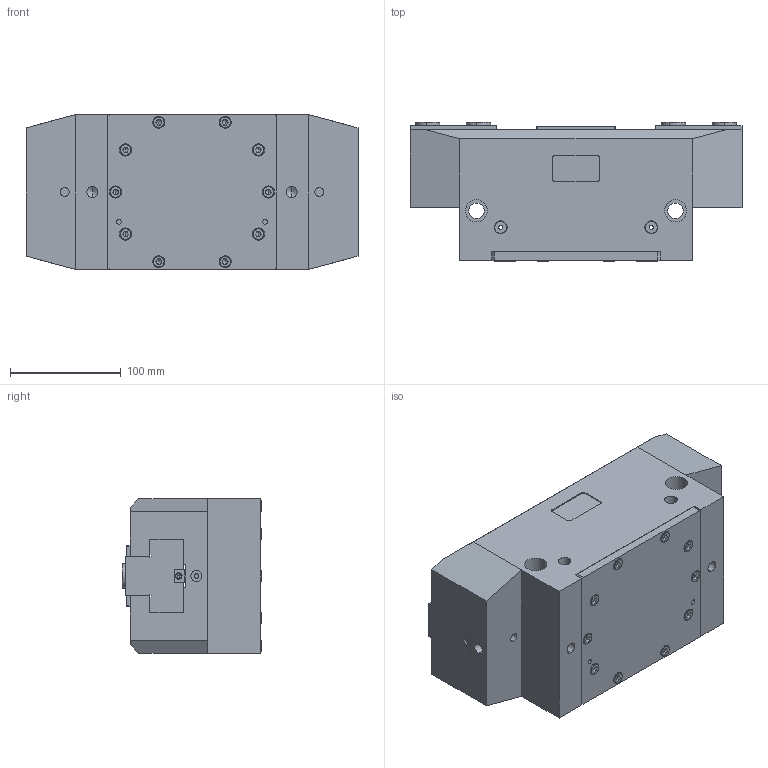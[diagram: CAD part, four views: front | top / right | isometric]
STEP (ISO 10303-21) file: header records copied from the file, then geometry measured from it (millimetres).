
FILE_DESCRIPTION (( 'STEP AP214' ), '1' );
FILE_NAME ('2PG 300.STEP', '2012-02-28T06:55:53', ( 'xw4600' ), ( '' ), 'SwSTEP 2.0', 'SolidWorks 2010', '' );
FILE_SCHEMA (( 'AUTOMOTIVE_DESIGN' ));
Length unit declared in the file: millimetre
Products named in the file (12): 2PG300-04_ル遽; O-RING(S120)_O-ring 122x3.55-B-ISO 3601-1; countersunk head screw_ISO 10642 - M4 x 8 --- 8N; 2PG 300; 2PG300-01_ル遽; 2PG300-06_ル遽; 2PG300-10_ル遽; SPRING(2PG300)_Default; Socket Head Cap Screw(M3x45L)_KS 1003 - M3 x 30 x 18-N; socket head cap screw_KS 1003 - M6 x 20 x 20-N; 2PG300-07_ル遽; 2PG300-11_ル遽
Assembly tree (30 placements, depth 2):
  2PG 300
    2PG300-06_ル遽  x2
    2PG300-11_ル遽
    socket head cap screw_KS 1003 - M6 x 20 x 20-N  x10
    2PG300-10_ル遽  x4
    Socket Head Cap Screw(M3x45L)_KS 1003 - M3 x 30 x 18-N  x2
    2PG300-01_ル遽
    2PG300-07_ル遽
    countersunk head screw_ISO 10642 - M4 x 8 --- 8N  x4
    2PG300-04_ル遽  x2
    SPRING(2PG300)_Default  x2
    O-RING(S120)_O-ring 122x3.55-B-ISO 3601-1
Bounding box: 300 x 126 x 140 mm (x, y, z)
Volume: 3303608.7 mm3; surface area: 422883 mm2
Topology: 30 solids, 30 shells, 944 faces, 2162 edges, 1290 vertices
Faces by surface type: plane 440, cylinder 290, cone 126, torus 84, bspline 4
Entity records: 18504 total; most frequent: CARTESIAN_POINT 6377, DIRECTION 2476, ORIENTED_EDGE 2124, EDGE_CURVE 1062, AXIS2_PLACEMENT_3D 937, VERTEX_POINT 678, LINE 602, VECTOR 602
